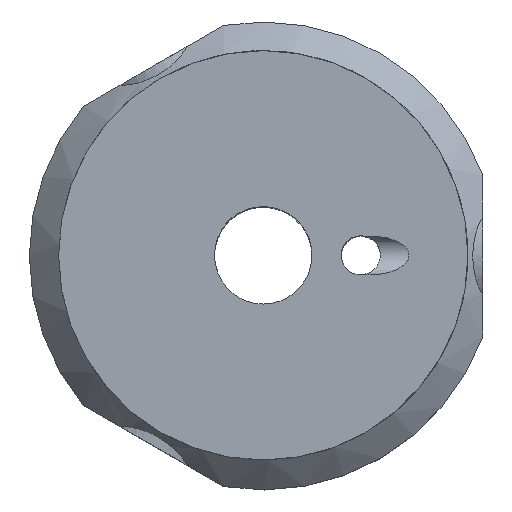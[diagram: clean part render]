
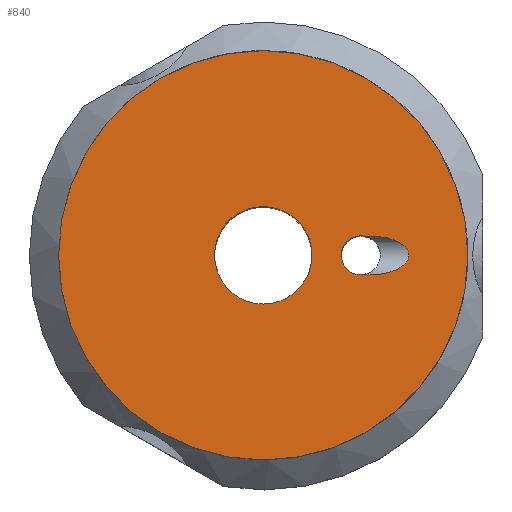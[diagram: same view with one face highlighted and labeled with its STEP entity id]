
A CAD part, top view. The second image highlights one B-rep face of the part: STEP entity #840.
In plain terms, the highlighted planar face has unit normal (0, 0, 1).
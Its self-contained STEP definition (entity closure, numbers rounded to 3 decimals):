
#28=ELLIPSE('',#919,2.,1.);
#53=FACE_BOUND('',#316,.T.);
#54=FACE_BOUND('',#317,.T.);
#202=PLANE('',#920);
#245=FACE_OUTER_BOUND('',#315,.T.);
#315=EDGE_LOOP('',(#753));
#316=EDGE_LOOP('',(#754));
#317=EDGE_LOOP('',(#755,#756));
#335=CIRCLE('',#870,1.);
#351=CIRCLE('',#915,10.5);
#353=CIRCLE('',#921,2.5);
#402=VERTEX_POINT('',#1365);
#403=VERTEX_POINT('',#1366);
#443=VERTEX_POINT('',#1631);
#446=VERTEX_POINT('',#1681);
#488=EDGE_CURVE('',#402,#403,#335,.T.);
#551=EDGE_CURVE('',#443,#443,#351,.T.);
#554=EDGE_CURVE('',#403,#402,#28,.T.);
#556=EDGE_CURVE('',#446,#446,#353,.T.);
#753=ORIENTED_EDGE('',*,*,#551,.T.);
#754=ORIENTED_EDGE('',*,*,#556,.T.);
#755=ORIENTED_EDGE('',*,*,#554,.T.);
#756=ORIENTED_EDGE('',*,*,#488,.T.);
#840=ADVANCED_FACE('',(#245,#53,#54),#202,.T.);
#870=AXIS2_PLACEMENT_3D('',#1389,#996,#997);
#915=AXIS2_PLACEMENT_3D('',#1632,#1124,#1125);
#919=AXIS2_PLACEMENT_3D('',#1656,#1132,#1133);
#920=AXIS2_PLACEMENT_3D('',#1680,#1134,#1135);
#921=AXIS2_PLACEMENT_3D('',#1682,#1136,#1137);
#996=DIRECTION('center_axis',(0.,0.,-1.));
#997=DIRECTION('ref_axis',(1.,0.,0.));
#1124=DIRECTION('center_axis',(0.,0.,1.));
#1125=DIRECTION('ref_axis',(1.,0.,0.));
#1132=DIRECTION('center_axis',(0.,0.,-1.));
#1133=DIRECTION('ref_axis',(1.,0.,0.));
#1134=DIRECTION('center_axis',(0.,0.,1.));
#1135=DIRECTION('ref_axis',(1.,0.,0.));
#1136=DIRECTION('center_axis',(0.,0.,-1.));
#1137=DIRECTION('ref_axis',(1.,0.,0.));
#1365=CARTESIAN_POINT('',(5.154,-0.988,23.));
#1366=CARTESIAN_POINT('',(5.161,0.987,23.));
#1389=CARTESIAN_POINT('Origin',(5.,0.,
23.));
#1631=CARTESIAN_POINT('',(-10.5,0.,23.));
#1632=CARTESIAN_POINT('Origin',(0.,0.,23.));
#1656=CARTESIAN_POINT('Origin',(5.472,-0.001,23.));
#1680=CARTESIAN_POINT('Origin',(0.,0.,23.));
#1681=CARTESIAN_POINT('',(-2.5,0.,23.));
#1682=CARTESIAN_POINT('Origin',(0.,0.,23.));
